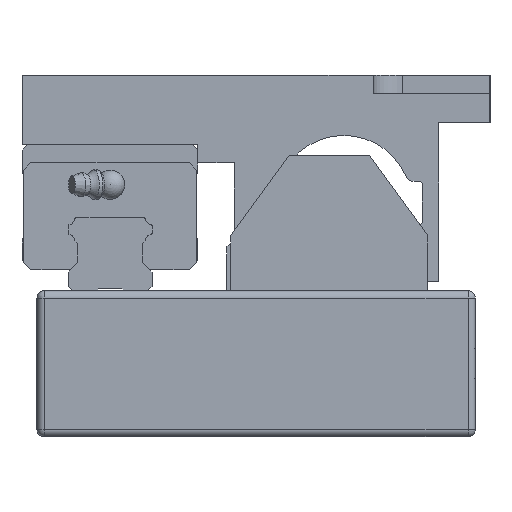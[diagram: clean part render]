
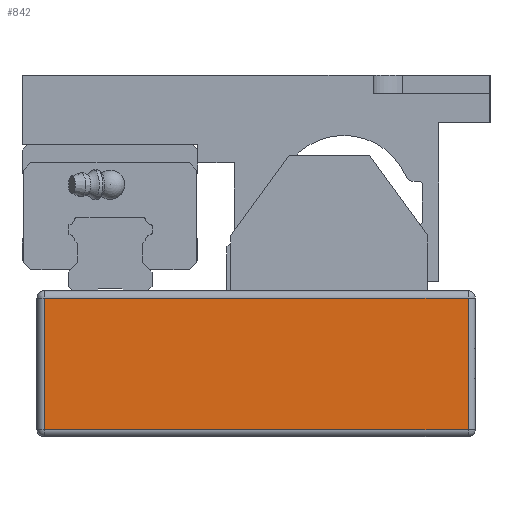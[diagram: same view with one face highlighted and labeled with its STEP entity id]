
A CAD part, left-side view. The second image highlights one B-rep face of the part: STEP entity #842.
In plain terms, the highlighted planar face has unit normal (-1, 0, 0).
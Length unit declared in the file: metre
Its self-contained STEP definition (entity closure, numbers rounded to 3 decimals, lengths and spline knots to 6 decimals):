
#842 = ADVANCED_FACE( '', ( #1912 ), #1913, .T. );
#1912 = FACE_OUTER_BOUND( '', #3253, .T. );
#1913 = PLANE( '', #3254 );
#3253 = EDGE_LOOP( '', ( #5695, #5696, #5697, #5698 ) );
#3254 = AXIS2_PLACEMENT_3D( '', #5699, #5700, #5701 );
#5695 = ORIENTED_EDGE( '', *, *, #7622, .F. );
#5696 = ORIENTED_EDGE( '', *, *, #8195, .F. );
#5697 = ORIENTED_EDGE( '', *, *, #8462, .F. );
#5698 = ORIENTED_EDGE( '', *, *, #8166, .F. );
#5699 = CARTESIAN_POINT( '', ( -0.37, 0.058, 0.038 ) );
#5700 = DIRECTION( '', ( -1., 0., 0. ) );
#5701 = DIRECTION( '', ( 0., 0., 1. ) );
#7622 = EDGE_CURVE( '', #9042, #9045, #9046, .T. );
#8166 = EDGE_CURVE( '', #9045, #9347, #9954, .T. );
#8195 = EDGE_CURVE( '', #9755, #9042, #9992, .T. );
#8462 = EDGE_CURVE( '', #9347, #9755, #10394, .T. );
#9042 = VERTEX_POINT( '', #11117 );
#9045 = VERTEX_POINT( '', #11120 );
#9046 = LINE( '', #11121, #11122 );
#9347 = VERTEX_POINT( '', #11530 );
#9755 = VERTEX_POINT( '', #12114 );
#9954 = LINE( '', #12380, #12381 );
#9992 = LINE( '', #12432, #12433 );
#10394 = LINE( '', #13023, #13024 );
#11117 = CARTESIAN_POINT( '', ( -0.37, 0.058, 0.002 ) );
#11120 = CARTESIAN_POINT( '', ( -0.37, 0.058, 0.038 ) );
#11121 = CARTESIAN_POINT( '', ( -0.37, 0.058, 0.038 ) );
#11122 = VECTOR( '', #13956, 1. );
#11530 = CARTESIAN_POINT( '', ( -0.37, -0.058, 0.038 ) );
#12114 = CARTESIAN_POINT( '', ( -0.37, -0.058, 0.002 ) );
#12380 = CARTESIAN_POINT( '', ( -0.37, -0.058, 0.038 ) );
#12381 = VECTOR( '', #14625, 1. );
#12432 = CARTESIAN_POINT( '', ( -0.37, 0.058, 0.002 ) );
#12433 = VECTOR( '', #14657, 1. );
#13023 = CARTESIAN_POINT( '', ( -0.37, -0.058, 0.002 ) );
#13024 = VECTOR( '', #14954, 1. );
#13956 = DIRECTION( '', ( 0., 0., 1. ) );
#14625 = DIRECTION( '', ( 0., -1., 0. ) );
#14657 = DIRECTION( '', ( 0., 1., 0. ) );
#14954 = DIRECTION( '', ( 0., 0., -1. ) );
